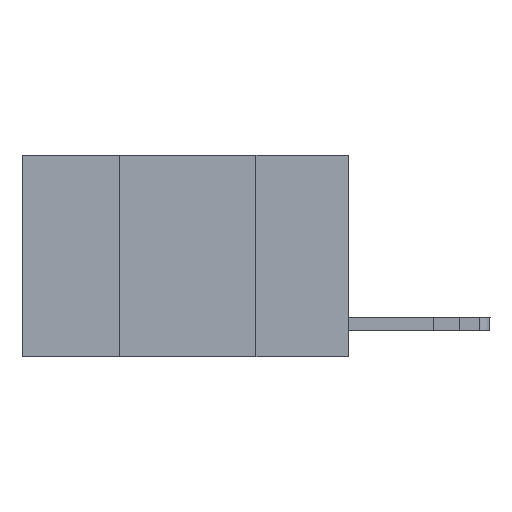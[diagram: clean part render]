
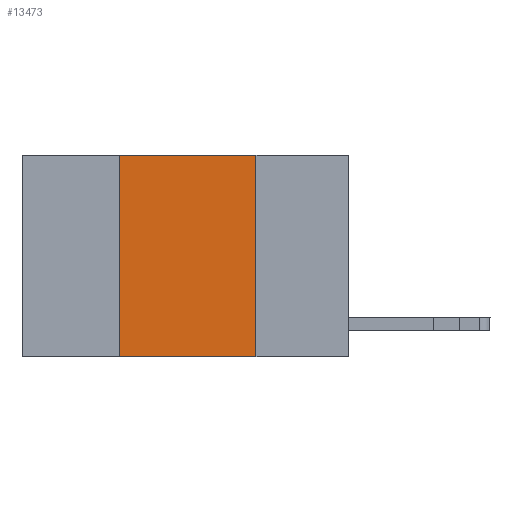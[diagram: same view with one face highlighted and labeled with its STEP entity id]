
A CAD part, left-side view. The second image highlights one B-rep face of the part: STEP entity #13473.
In plain terms, the highlighted planar face has unit normal (-1, 0, 0).
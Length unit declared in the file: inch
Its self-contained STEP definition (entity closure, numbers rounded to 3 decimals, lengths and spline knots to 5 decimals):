
#752 = EDGE_CURVE ( 'NONE', #20895, #21381, #24335, .T. ) ;
#808 = ORIENTED_EDGE ( 'NONE', *, *, #752, .F. ) ;
#1068 = ORIENTED_EDGE ( 'NONE', *, *, #3528, .F. ) ;
#1385 = PLANE ( 'NONE',  #14195 ) ;
#2006 = CARTESIAN_POINT ( 'NONE',  ( 0., 0.42, -0.37 ) ) ;
#2184 = VECTOR ( 'NONE', #4564, 39.37008 ) ;
#3528 = EDGE_CURVE ( 'NONE', #24811, #11157, #24945, .T. ) ;
#4135 = CARTESIAN_POINT ( 'NONE',  ( 0., 0.6, -0.37 ) ) ;
#4564 = DIRECTION ( 'NONE',  ( 0., 0., 1. ) ) ;
#4831 = FACE_OUTER_BOUND ( 'NONE', #17974, .T. ) ;
#7524 = CARTESIAN_POINT ( 'NONE',  ( 0., 0.17, 0. ) ) ;
#9086 = DIRECTION ( 'NONE',  ( 0., 0., -1. ) ) ;
#10192 = LINE ( 'NONE', #15714, #20395 ) ;
#11157 = VERTEX_POINT ( 'NONE', #11948 ) ;
#11302 = VECTOR ( 'NONE', #9086, 39.37008 ) ;
#11948 = CARTESIAN_POINT ( 'NONE',  ( 0., 0.17, -0.37 ) ) ;
#12045 = DIRECTION ( 'NONE',  ( 0., -1., 0. ) ) ;
#12456 = EDGE_CURVE ( 'NONE', #21381, #24811, #10192, .T. ) ;
#12681 = VECTOR ( 'NONE', #12045, 39.37008 ) ;
#13473 = ADVANCED_FACE ( 'NONE', ( #4831 ), #1385, .F. ) ;
#13523 = DIRECTION ( 'NONE',  ( 0., -1., 0. ) ) ;
#14195 = AXIS2_PLACEMENT_3D ( 'NONE', #25070, #16700, #17437 ) ;
#15427 = ORIENTED_EDGE ( 'NONE', *, *, #12456, .F. ) ;
#15714 = CARTESIAN_POINT ( 'NONE',  ( 0., 0.6, 0. ) ) ;
#16700 = DIRECTION ( 'NONE',  ( 1., 0., 0. ) ) ;
#16751 = CARTESIAN_POINT ( 'NONE',  ( 0., 0.17, 0. ) ) ;
#16808 = EDGE_CURVE ( 'NONE', #20895, #11157, #21859, .T. ) ;
#17437 = DIRECTION ( 'NONE',  ( 0., 0., -1. ) ) ;
#17974 = EDGE_LOOP ( 'NONE', ( #1068, #15427, #808, #21150 ) ) ;
#19256 = CARTESIAN_POINT ( 'NONE',  ( 0., 0.42, 0. ) ) ;
#20395 = VECTOR ( 'NONE', #13523, 39.37008 ) ;
#20895 = VERTEX_POINT ( 'NONE', #2006 ) ;
#21150 = ORIENTED_EDGE ( 'NONE', *, *, #16808, .T. ) ;
#21381 = VERTEX_POINT ( 'NONE', #19256 ) ;
#21859 = LINE ( 'NONE', #4135, #12681 ) ;
#22273 = CARTESIAN_POINT ( 'NONE',  ( 0., 0.42, 0. ) ) ;
#24335 = LINE ( 'NONE', #22273, #2184 ) ;
#24811 = VERTEX_POINT ( 'NONE', #16751 ) ;
#24945 = LINE ( 'NONE', #7524, #11302 ) ;
#25070 = CARTESIAN_POINT ( 'NONE',  ( 0., 0.6, 0. ) ) ;
